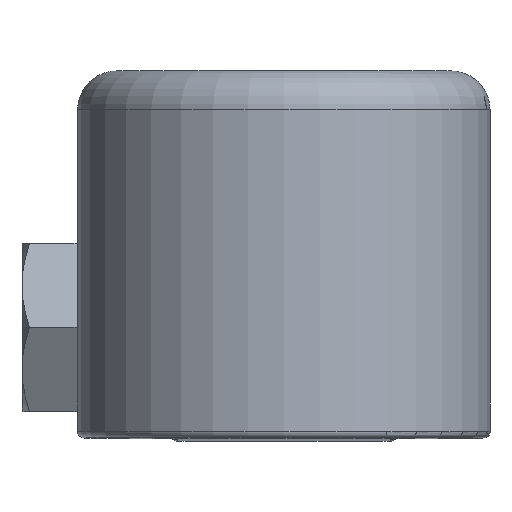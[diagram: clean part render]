
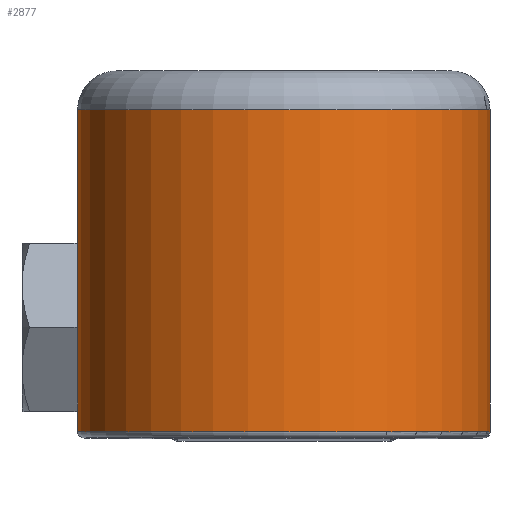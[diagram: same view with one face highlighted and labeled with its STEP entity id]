
A CAD part, top view. The second image highlights one B-rep face of the part: STEP entity #2877.
In plain terms, the highlighted cylindrical face has radius 17.475 mm (diameter 34.95 mm), a partial arc.
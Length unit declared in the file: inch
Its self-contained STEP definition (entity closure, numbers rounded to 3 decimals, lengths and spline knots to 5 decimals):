
#622=DIRECTION('',(0.,1.,0.));
#623=VECTOR('',#622,1.075);
#624=CARTESIAN_POINT('',(0.688,0.02,0.));
#625=LINE('',#624,#623);
#1345=CARTESIAN_POINT('',(0.,0.02,0.));
#1346=DIRECTION('',(0.,-1.,0.));
#1347=DIRECTION('',(1.,0.,0.));
#1348=AXIS2_PLACEMENT_3D('',#1345,#1346,#1347);
#1353=DIRECTION('',(0.,1.,0.));
#1354=VECTOR('',#1353,1.075);
#1355=CARTESIAN_POINT('',(-0.688,0.02,0.));
#1356=LINE('',#1355,#1354);
#1368=CARTESIAN_POINT('',(0.,1.095,0.));
#1369=DIRECTION('',(0.,1.,0.));
#1370=DIRECTION('',(-1.,0.,0.));
#1371=AXIS2_PLACEMENT_3D('',#1368,#1369,#1370);
#1610=CARTESIAN_POINT('',(0.688,1.095,0.));
#1611=VERTEX_POINT('',#1610);
#1614=CARTESIAN_POINT('',(-0.688,1.095,0.));
#1615=VERTEX_POINT('',#1614);
#1647=CARTESIAN_POINT('',(0.688,0.02,0.));
#1648=VERTEX_POINT('',#1647);
#1651=CARTESIAN_POINT('',(-0.688,0.02,0.));
#1652=VERTEX_POINT('',#1651);
#2865=CARTESIAN_POINT('',(0.,0.,0.));
#2866=DIRECTION('',(0.,1.,0.));
#2867=DIRECTION('',(-1.,0.,0.));
#2868=AXIS2_PLACEMENT_3D('',#2865,#2866,#2867);
#2869=CYLINDRICAL_SURFACE('',#2868,0.688);
#2871=ORIENTED_EDGE('',*,*,#2870,.T.);
#2872=ORIENTED_EDGE('',*,*,#2244,.F.);
#2873=ORIENTED_EDGE('',*,*,#2859,.T.);
#2874=ORIENTED_EDGE('',*,*,#2367,.T.);
#2875=EDGE_LOOP('',(#2871,#2872,#2873,#2874));
#2876=FACE_OUTER_BOUND('',#2875,.F.);
#1349=CIRCLE('',#1348,0.688);
#1372=CIRCLE('',#1371,0.688);
#2244=EDGE_CURVE('',#1648,#1611,#625,.T.);
#2367=EDGE_CURVE('',#1652,#1615,#1356,.T.);
#2859=EDGE_CURVE('',#1648,#1652,#1349,.T.);
#2870=EDGE_CURVE('',#1615,#1611,#1372,.T.);
#2877=ADVANCED_FACE('',(#2876),#2869,.T.);
